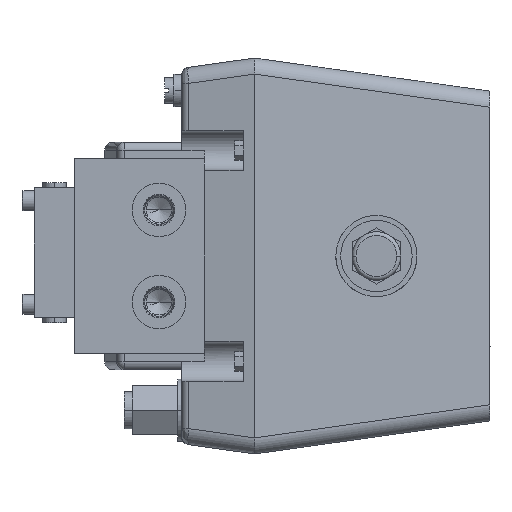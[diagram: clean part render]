
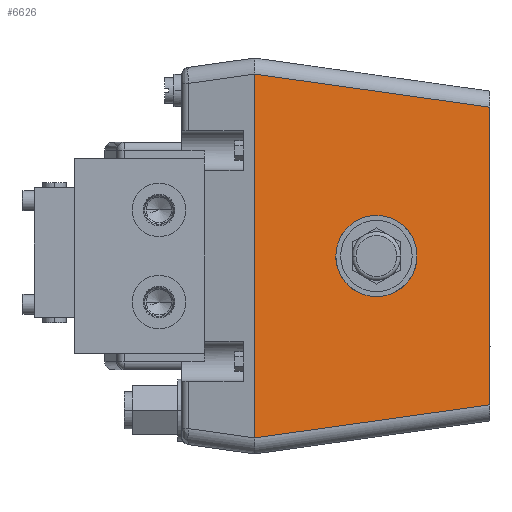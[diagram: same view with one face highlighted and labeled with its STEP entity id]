
A CAD part, left-side view. The second image highlights one B-rep face of the part: STEP entity #6626.
In plain terms, the highlighted planar face has unit normal (-0.99, -0.139, 0).
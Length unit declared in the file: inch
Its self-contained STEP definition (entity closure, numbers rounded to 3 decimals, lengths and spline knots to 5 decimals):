
#152=CARTESIAN_POINT('',(0.50946,0.,-2.29297));
#160=DIRECTION('',(0.,0.,1.));
#161=VECTOR('',#160,4.58594);
#162=CARTESIAN_POINT('',(0.50946,0.,-2.29297));
#163=LINE('',#162,#161);
#170=CARTESIAN_POINT('',(0.50946,0.,2.29297));
#902=CARTESIAN_POINT('',(0.,3.625,2.80243));
#912=DIRECTION('',(0.,0.,-1.));
#913=VECTOR('',#912,5.6049);
#914=CARTESIAN_POINT('',(0.,3.625,2.80243));
#915=LINE('',#914,#913);
#916=DIRECTION('',(0.138,-0.981,-0.138));
#917=VECTOR('',#916,3.69591);
#918=CARTESIAN_POINT('',(0.,3.625,2.80243));
#919=LINE('',#918,#917);
#920=DIRECTION('',(0.138,-0.981,0.138));
#921=VECTOR('',#920,3.69591);
#922=CARTESIAN_POINT('',(0.,3.625,-2.80246));
#923=LINE('',#922,#921);
#924=CARTESIAN_POINT('',(0.17568,2.375,0.));
#925=CARTESIAN_POINT('',(0.17568,2.375,0.07366));
#926=CARTESIAN_POINT('',(0.17942,2.34834,0.23277));
#927=CARTESIAN_POINT('',(0.19956,2.20503,0.45516));
#928=CARTESIAN_POINT('',(0.22555,2.02016,0.57438));
#929=CARTESIAN_POINT('',(0.24765,1.86288,0.61843));
#930=CARTESIAN_POINT('',(0.26351,1.75,0.62829));
#931=CARTESIAN_POINT('',(0.27938,1.63712,0.61843));
#932=CARTESIAN_POINT('',(0.30148,1.47984,0.57438));
#933=CARTESIAN_POINT('',(0.32746,1.29497,0.45516));
#934=CARTESIAN_POINT('',(0.3476,1.15166,0.23277));
#935=CARTESIAN_POINT('',(0.35135,1.125,0.07366));
#936=CARTESIAN_POINT('',(0.35135,1.125,0.));
#938=CARTESIAN_POINT('',(0.35135,1.125,0.));
#939=CARTESIAN_POINT('',(0.35135,1.125,-0.07366));
#940=CARTESIAN_POINT('',(0.3476,1.15166,
-0.23277));
#941=CARTESIAN_POINT('',(0.32746,1.29497,
-0.45516));
#942=CARTESIAN_POINT('',(0.30148,1.47984,
-0.57438));
#943=CARTESIAN_POINT('',(0.27938,1.63712,
-0.61843));
#944=CARTESIAN_POINT('',(0.26351,1.75,-0.62829));
#945=CARTESIAN_POINT('',(0.24765,1.86288,
-0.61843));
#946=CARTESIAN_POINT('',(0.22555,2.02016,
-0.57438));
#947=CARTESIAN_POINT('',(0.19956,2.20503,
-0.45516));
#948=CARTESIAN_POINT('',(0.17942,2.34834,
-0.23277));
#949=CARTESIAN_POINT('',(0.17568,2.375,-0.07366));
#950=CARTESIAN_POINT('',(0.17568,2.375,0.));
#952=CARTESIAN_POINT('',(0.,3.625,-2.80246));
#4599=VERTEX_POINT('',#170);
#4600=VERTEX_POINT('',#152);
#4611=VERTEX_POINT('',#902);
#4612=VERTEX_POINT('',#952);
#5677=VERTEX_POINT('',#924);
#5678=VERTEX_POINT('',#936);
#6608=CARTESIAN_POINT('',(0.,3.625,-4.229));
#6609=DIRECTION('',(-0.99,-0.139,0.));
#6610=DIRECTION('',(0.,0.,1.));
#6611=AXIS2_PLACEMENT_3D('',#6608,#6609,#6610);
#6612=PLANE('',#6611);
#6613=ORIENTED_EDGE('',*,*,#6318,.F.);
#6614=ORIENTED_EDGE('',*,*,#6591,.T.);
#6615=ORIENTED_EDGE('',*,*,#5746,.F.);
#6617=ORIENTED_EDGE('',*,*,#6616,.F.);
#6618=EDGE_LOOP('',(#6613,#6614,#6615,#6617));
#6619=FACE_OUTER_BOUND('',#6618,.F.);
#6621=ORIENTED_EDGE('',*,*,#6620,.F.);
#6623=ORIENTED_EDGE('',*,*,#6622,.F.);
#6624=EDGE_LOOP('',(#6621,#6623));
#6625=FACE_BOUND('',#6624,.F.);
#937=B_SPLINE_CURVE_WITH_KNOTS('',3,(#924,#925,#926,#927,#928,#929,#930,#931,
#932,#933,#934,#935,#936),.UNSPECIFIED.,.F.,.F.,(4,1,1,1,1,1,1,1,1,1,4),(0.,
0.125,0.25,0.375,0.4375,0.5,0.5625,0.625,0.75,0.875,1.),
.UNSPECIFIED.);
#951=B_SPLINE_CURVE_WITH_KNOTS('',3,(#938,#939,#940,#941,#942,#943,#944,#945,
#946,#947,#948,#949,#950),.UNSPECIFIED.,.F.,.F.,(4,1,1,1,1,1,1,1,1,1,4),(0.,
0.125,0.25,0.375,0.4375,0.5,0.5625,0.625,0.75,0.875,1.),
.UNSPECIFIED.);
#5746=EDGE_CURVE('',#4600,#4599,#163,.T.);
#6318=EDGE_CURVE('',#4611,#4612,#915,.T.);
#6591=EDGE_CURVE('',#4611,#4599,#919,.T.);
#6616=EDGE_CURVE('',#4612,#4600,#923,.T.);
#6620=EDGE_CURVE('',#5677,#5678,#937,.T.);
#6622=EDGE_CURVE('',#5678,#5677,#951,.T.);
#6626=ADVANCED_FACE('',(#6619,#6625),#6612,.T.);
